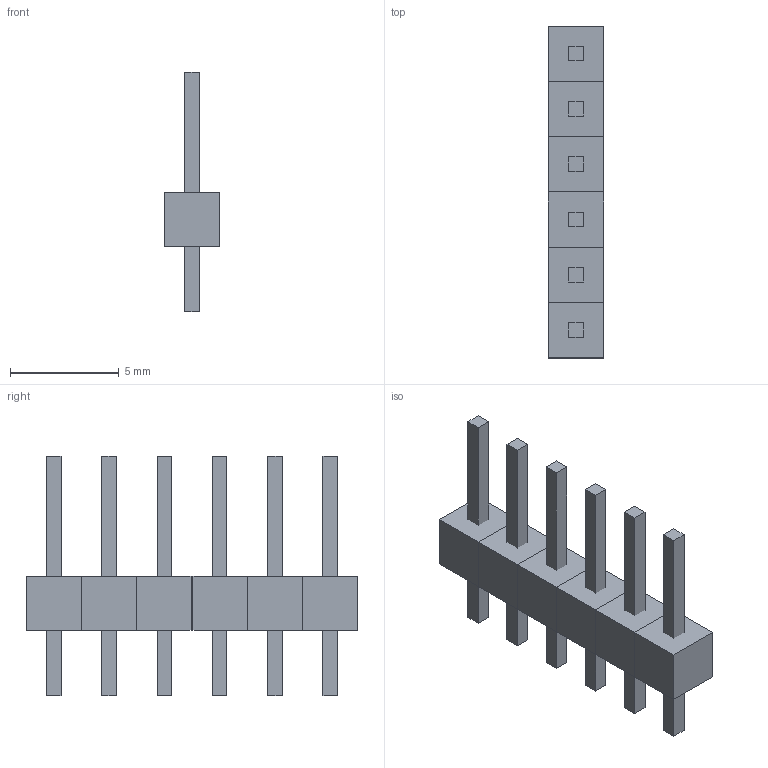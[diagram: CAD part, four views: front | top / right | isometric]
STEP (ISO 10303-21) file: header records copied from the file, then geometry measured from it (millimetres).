
FILE_DESCRIPTION(('Open CASCADE Model'),'2;1');
FILE_NAME('Open CASCADE Shape Model','2023-10-21T12:34:40',('Author'),('Open CASCADE'),'Open CASCADE STEP processor 7.7','Open CASCADE 7.7','Unknown');
FILE_SCHEMA(('AUTOMOTIVE_DESIGN { 1 0 10303 214 1 1 1 1 }'));
Length unit declared in the file: millimetre
Products named in the file (15): Pin Header 2.54mm 1x06 â1.0mm; insulator-1; insulator-1_part; lead-1; lead-1_part; insulator-2; lead-2; insulator-3; lead-3; insulator-4; lead-4; insulator-5; lead-5; insulator-6; lead-6
Assembly tree (24 placements, depth 3):
  Pin Header 2.54mm 1x06 â1.0mm
    insulator-1
      insulator-1_part
    lead-1
      lead-1_part
    insulator-2
      insulator-1_part
    lead-2
      lead-1_part
    insulator-3
      insulator-1_part
    lead-3
      lead-1_part
    insulator-4
      insulator-1_part
    lead-4
      lead-1_part
    insulator-5
      insulator-1_part
    lead-5
      lead-1_part
    insulator-6
      insulator-1_part
    lead-6
      lead-1_part
Bounding box: 2.54 x 15.24 x 11 mm (x, y, z)
Volume: 126.6 mm3; surface area: 412.6 mm2
Topology: 12 solids, 12 shells, 72 faces, 144 edges, 96 vertices
Faces by surface type: plane 72
Entity records: 421 total; most frequent: PRODUCT_DEFINITION_SHAPE 39, ORIENTED_EDGE 36, CONTEXT_DEPENDENT_SHAPE_REPRESENTATION 24, NEXT_ASSEMBLY_USAGE_OCCURRENCE 24, EDGE_CURVE 24, LINE 24, CARTESIAN_POINT 23, AXIS2_PLACEMENT_3D 19
